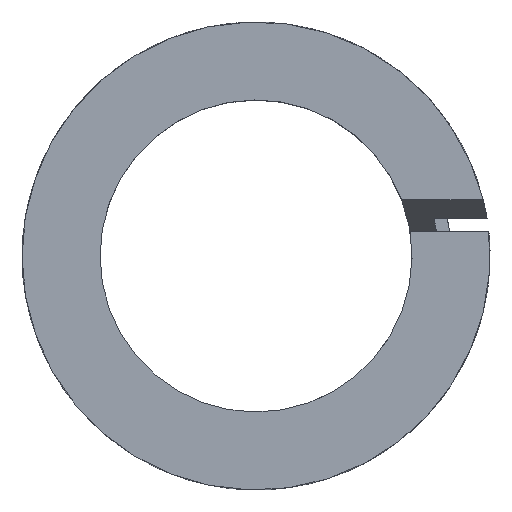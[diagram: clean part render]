
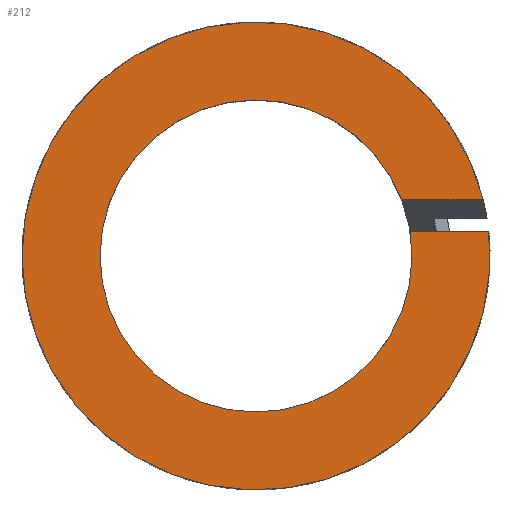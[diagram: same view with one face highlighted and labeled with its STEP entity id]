
A CAD part, top view. The second image highlights one B-rep face of the part: STEP entity #212.
In plain terms, the highlighted planar face has unit normal (0, 0, 1).
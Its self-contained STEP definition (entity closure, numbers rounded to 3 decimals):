
#20=PLANE('',#264);
#32=FACE_OUTER_BOUND('',#44,.T.);
#44=EDGE_LOOP('',(#190,#191,#192,#193,#194));
#55=CIRCLE('',#238,4.763);
#58=CIRCLE('',#244,7.144);
#60=CIRCLE('',#249,4.763);
#70=LINE('',#394,#80);
#71=LINE('',#396,#81);
#80=VECTOR('',#326,1.);
#81=VECTOR('',#329,1.);
#89=VERTEX_POINT('',#352);
#91=VERTEX_POINT('',#355);
#95=VERTEX_POINT('',#364);
#96=VERTEX_POINT('',#366);
#98=VERTEX_POINT('',#372);
#110=EDGE_CURVE('',#89,#91,#55,.T.);
#115=EDGE_CURVE('',#96,#95,#58,.T.);
#119=EDGE_CURVE('',#98,#89,#60,.T.);
#130=EDGE_CURVE('',#98,#96,#70,.T.);
#131=EDGE_CURVE('',#95,#91,#71,.T.);
#190=ORIENTED_EDGE('',*,*,#130,.T.);
#191=ORIENTED_EDGE('',*,*,#115,.T.);
#192=ORIENTED_EDGE('',*,*,#131,.T.);
#193=ORIENTED_EDGE('',*,*,#110,.F.);
#194=ORIENTED_EDGE('',*,*,#119,.F.);
#212=ADVANCED_FACE('',(#32),#20,.T.);
#238=AXIS2_PLACEMENT_3D('',#356,#279,#280);
#244=AXIS2_PLACEMENT_3D('',#367,#291,#292);
#249=AXIS2_PLACEMENT_3D('',#374,#301,#302);
#264=AXIS2_PLACEMENT_3D('',#403,#339,#340);
#279=DIRECTION('center_axis',(0.,0.,1.));
#280=DIRECTION('ref_axis',(1.,0.,0.));
#291=DIRECTION('center_axis',(0.,0.,1.));
#292=DIRECTION('ref_axis',(1.,0.,0.));
#301=DIRECTION('center_axis',(0.,0.,1.));
#302=DIRECTION('ref_axis',(1.,0.,0.));
#326=DIRECTION('',(1.,0.,0.));
#329=DIRECTION('',(-1.,0.,0.));
#339=DIRECTION('center_axis',(0.,0.,1.));
#340=DIRECTION('ref_axis',(1.,0.,0.));
#352=CARTESIAN_POINT('',(-4.763,0.,3.505));
#355=CARTESIAN_POINT('',(4.704,0.743,3.505));
#356=CARTESIAN_POINT('Origin',(0.,0.,3.505));
#364=CARTESIAN_POINT('',(7.105,0.743,3.505));
#366=CARTESIAN_POINT('',(6.936,1.712,3.505));
#367=CARTESIAN_POINT('Origin',(0.,0.,3.505));
#372=CARTESIAN_POINT('',(4.444,1.712,3.505));
#374=CARTESIAN_POINT('Origin',(0.,0.,3.505));
#394=CARTESIAN_POINT('',(2.977,1.712,3.505));
#396=CARTESIAN_POINT('',(6.548,0.743,3.505));
#403=CARTESIAN_POINT('Origin',(5.953,0.,3.505));
